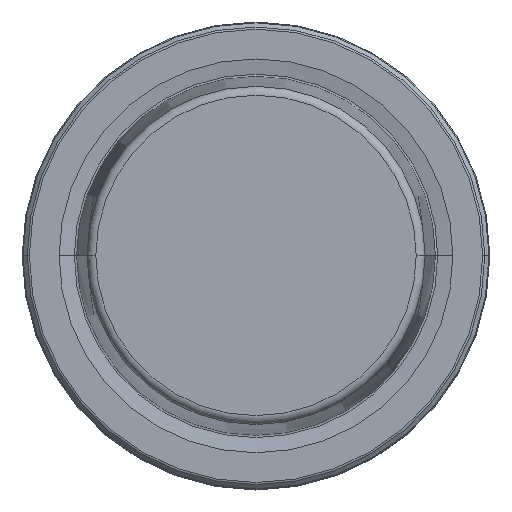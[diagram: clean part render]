
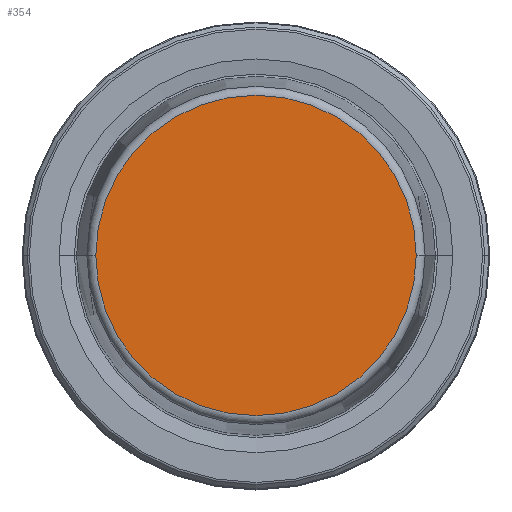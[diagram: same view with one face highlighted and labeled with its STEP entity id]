
A CAD part, top view. The second image highlights one B-rep face of the part: STEP entity #354.
In plain terms, the highlighted planar face has unit normal (0, 0, 1).
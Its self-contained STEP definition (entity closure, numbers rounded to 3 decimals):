
#7 = CIRCLE ( 'NONE', #695, 21.581 ) ;
#33 = EDGE_LOOP ( 'NONE', ( #1053, #521 ) ) ;
#78 = DIRECTION ( 'NONE',  ( -1., 0., 0. ) ) ;
#85 = VERTEX_POINT ( 'NONE', #918 ) ;
#193 = DIRECTION ( 'NONE',  ( 0., 0., -1. ) ) ;
#196 = CIRCLE ( 'NONE', #1058, 21.581 ) ;
#224 = AXIS2_PLACEMENT_3D ( 'NONE', #401, #193, #78 ) ;
#322 = CARTESIAN_POINT ( 'NONE',  ( 0., 0., 31.9 ) ) ;
#354 = ADVANCED_FACE ( 'NONE', ( #1175 ), #722, .F. ) ;
#401 = CARTESIAN_POINT ( 'NONE',  ( 0., 0., 31.9 ) ) ;
#521 = ORIENTED_EDGE ( 'NONE', *, *, #553, .T. ) ;
#553 = EDGE_CURVE ( 'NONE', #85, #909, #196, .T. ) ;
#557 = CARTESIAN_POINT ( 'NONE',  ( 0., 0., 31.9 ) ) ;
#659 = DIRECTION ( 'NONE',  ( 1., 0., 0. ) ) ;
#662 = DIRECTION ( 'NONE',  ( 0., 0., 1. ) ) ;
#695 = AXIS2_PLACEMENT_3D ( 'NONE', #557, #662, #659 ) ;
#701 = CARTESIAN_POINT ( 'NONE',  ( 21.581, 0., 31.9 ) ) ;
#722 = PLANE ( 'NONE',  #224 ) ;
#909 = VERTEX_POINT ( 'NONE', #701 ) ;
#918 = CARTESIAN_POINT ( 'NONE',  ( -21.581, 0., 31.9 ) ) ;
#970 = DIRECTION ( 'NONE',  ( 1., 0., 0. ) ) ;
#1053 = ORIENTED_EDGE ( 'NONE', *, *, #1135, .T. ) ;
#1058 = AXIS2_PLACEMENT_3D ( 'NONE', #322, #1107, #970 ) ;
#1107 = DIRECTION ( 'NONE',  ( 0., 0., 1. ) ) ;
#1135 = EDGE_CURVE ( 'NONE', #909, #85, #7, .T. ) ;
#1175 = FACE_OUTER_BOUND ( 'NONE', #33, .T. ) ;
